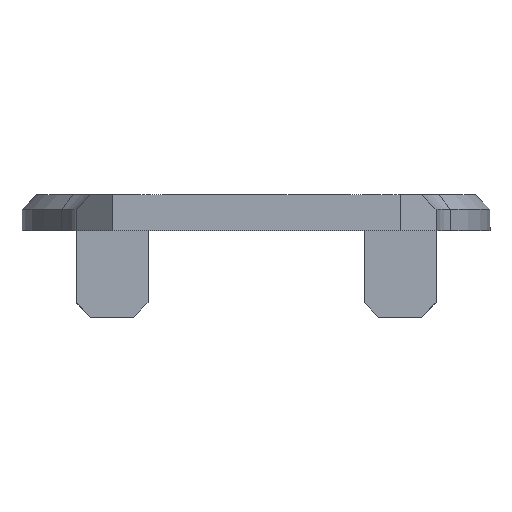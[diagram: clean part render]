
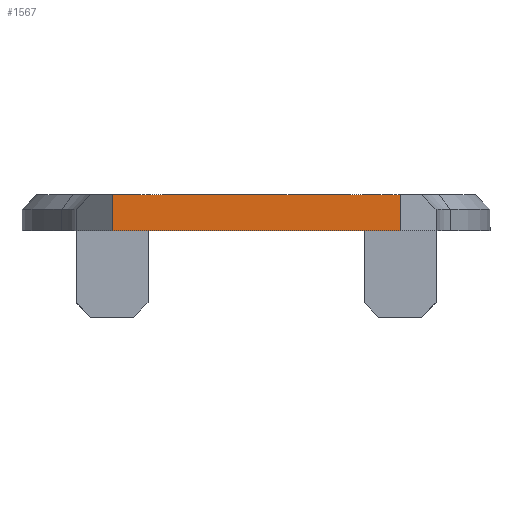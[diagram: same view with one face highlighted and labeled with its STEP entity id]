
A CAD part, front view. The second image highlights one B-rep face of the part: STEP entity #1567.
In plain terms, the highlighted planar face has unit normal (0, -1, 0).
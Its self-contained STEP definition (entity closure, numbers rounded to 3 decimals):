
#51 = ORIENTED_EDGE ( 'NONE', *, *, #3013, .T. ) ;
#250 = VECTOR ( 'NONE', #738, 1000. ) ;
#253 = VERTEX_POINT ( 'NONE', #393 ) ;
#284 = VERTEX_POINT ( 'NONE', #1083 ) ;
#312 = EDGE_CURVE ( 'NONE', #253, #1582, #1607, .T. ) ;
#383 = ORIENTED_EDGE ( 'NONE', *, *, #2241, .F. ) ;
#393 = CARTESIAN_POINT ( 'NONE',  ( -20., -94.55, -2.5 ) ) ;
#405 = VECTOR ( 'NONE', #626, 1000. ) ;
#447 = EDGE_CURVE ( 'NONE', #284, #253, #1900, .T. ) ;
#505 = AXIS2_PLACEMENT_3D ( 'NONE', #2611, #2846, #1628 ) ;
#538 = DIRECTION ( 'NONE',  ( 0., 0., 1. ) ) ;
#554 = CARTESIAN_POINT ( 'NONE',  ( 20., -94.55, 2.5 ) ) ;
#626 = DIRECTION ( 'NONE',  ( 1., 0., 0. ) ) ;
#738 = DIRECTION ( 'NONE',  ( 1., 0., 0. ) ) ;
#1036 = ORIENTED_EDGE ( 'NONE', *, *, #312, .T. ) ;
#1062 = VECTOR ( 'NONE', #538, 1000. ) ;
#1083 = CARTESIAN_POINT ( 'NONE',  ( -20., -94.55, 2.5 ) ) ;
#1189 = DIRECTION ( 'NONE',  ( 0., 0., -1. ) ) ;
#1567 = ADVANCED_FACE ( 'NONE', ( #2861 ), #2405, .F. ) ;
#1582 = VERTEX_POINT ( 'NONE', #3117 ) ;
#1607 = LINE ( 'NONE', #2771, #405 ) ;
#1628 = DIRECTION ( 'NONE',  ( 1., 0., 0. ) ) ;
#1732 = CARTESIAN_POINT ( 'NONE',  ( 20., -94.55, 2.5 ) ) ;
#1900 = LINE ( 'NONE', #2860, #2259 ) ;
#1929 = CARTESIAN_POINT ( 'NONE',  ( 0., -94.55, 2.5 ) ) ;
#1947 = ORIENTED_EDGE ( 'NONE', *, *, #447, .T. ) ;
#2241 = EDGE_CURVE ( 'NONE', #284, #2576, #2669, .T. ) ;
#2259 = VECTOR ( 'NONE', #1189, 1000. ) ;
#2379 = EDGE_LOOP ( 'NONE', ( #383, #1947, #1036, #51 ) ) ;
#2405 = PLANE ( 'NONE',  #505 ) ;
#2576 = VERTEX_POINT ( 'NONE', #1732 ) ;
#2611 = CARTESIAN_POINT ( 'NONE',  ( 0., -94.55, 2.5 ) ) ;
#2669 = LINE ( 'NONE', #1929, #250 ) ;
#2704 = LINE ( 'NONE', #554, #1062 ) ;
#2771 = CARTESIAN_POINT ( 'NONE',  ( 0., -94.55, -2.5 ) ) ;
#2846 = DIRECTION ( 'NONE',  ( 0., 1., 0. ) ) ;
#2860 = CARTESIAN_POINT ( 'NONE',  ( -20., -94.55, 2.5 ) ) ;
#2861 = FACE_OUTER_BOUND ( 'NONE', #2379, .T. ) ;
#3013 = EDGE_CURVE ( 'NONE', #1582, #2576, #2704, .T. ) ;
#3117 = CARTESIAN_POINT ( 'NONE',  ( 20., -94.55, -2.5 ) ) ;
